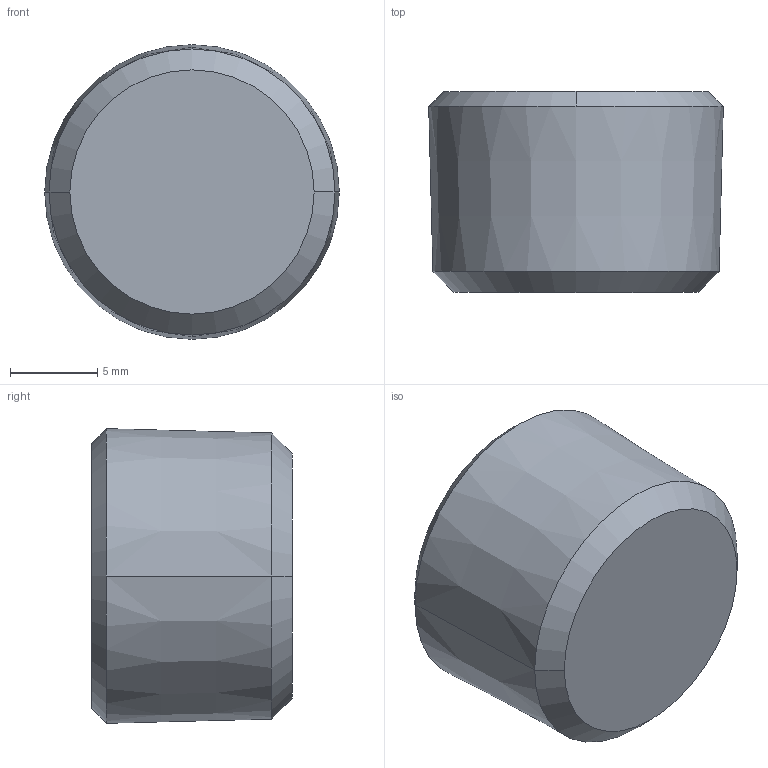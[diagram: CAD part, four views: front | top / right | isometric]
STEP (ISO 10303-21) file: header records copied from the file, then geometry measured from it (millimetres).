
FILE_DESCRIPTION (( 'STEP AP203' ), '1' );
FILE_NAME ('X5330003.STEP', '2011-10-25T12:18:59', ( 'SP' ), ( 'sopra-pneumatic' ), 'SwSTEP 2.0', 'SolidWorks 2011', '' );
FILE_SCHEMA (( 'CONFIG_CONTROL_DESIGN' ));
Length unit declared in the file: millimetre
Products named in the file (1): X5330003
Bounding box: 16.88 x 11.5 x 16.88 mm (x, y, z)
Volume: 1981 mm3; surface area: 1186 mm2
Topology: 1 solids, 1 shells, 37 faces, 100 edges, 64 vertices
Faces by surface type: plane 20, cone 15, cylinder 2
Entity records: 1262 total; most frequent: CARTESIAN_POINT 256, ORIENTED_EDGE 196, DIRECTION 195, EDGE_CURVE 98, AXIS2_PLACEMENT_3D 71, VERTEX_POINT 64, LINE 53, VECTOR 53
